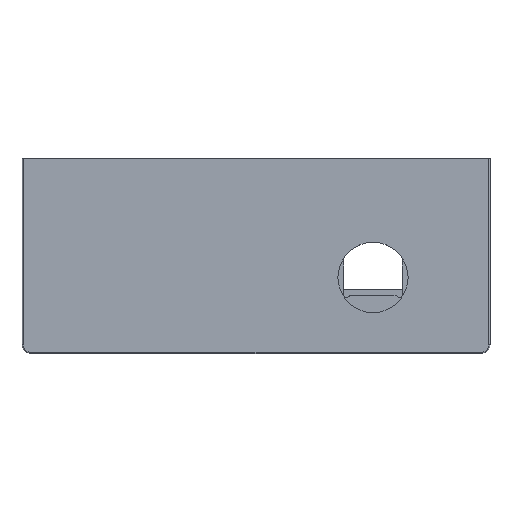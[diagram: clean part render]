
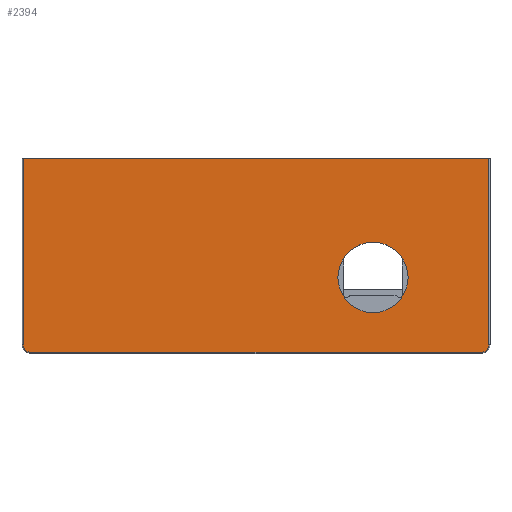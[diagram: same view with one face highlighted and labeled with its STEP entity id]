
A CAD part, top view. The second image highlights one B-rep face of the part: STEP entity #2394.
In plain terms, the highlighted planar face has unit normal (0, 0, 1).
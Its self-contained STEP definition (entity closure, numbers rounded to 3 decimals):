
#2075=CARTESIAN_POINT('',(29422.206,-2797.067,190.0));
#2076=VERTEX_POINT('',#2075);
#2077=CARTESIAN_POINT('',(29332.206,-2797.067,190.0));
#2078=DIRECTION('',(0.,0.,-1.0));
#2079=DIRECTION('',(0.814,0.581,0.));
#2080=AXIS2_PLACEMENT_3D('',#2077,#2078,#2079);
#2081=CIRCLE('',#2080,90.);
#2082=EDGE_CURVE('',#2076,#2076,#2081,.T.);
#2231=CARTESIAN_POINT('',(29629.206,-2492.567,190.0));
#2232=VERTEX_POINT('',#2231);
#2264=CARTESIAN_POINT('',(28435.206,-2492.567,190.0));
#2265=VERTEX_POINT('',#2264);
#2272=CARTESIAN_POINT('',(28435.206,-2492.567,190.0));
#2273=DIRECTION('',(1.0,0.0,0.0));
#2274=VECTOR('',#2273,1194.0);
#2275=LINE('',#2272,#2274);
#2276=EDGE_CURVE('',#2265,#2232,#2275,.T.);
#2343=CARTESIAN_POINT('',(29032.206,-2989.068,190.0));
#2344=DIRECTION('',(0.0,0.0,1.0));
#2345=DIRECTION('',(1.0,0.0,0.0));
#2346=AXIS2_PLACEMENT_3D('',#2343,#2344,#2345);
#2347=PLANE('',#2346);
#2348=ORIENTED_EDGE('',*,*,#2276,.F.);
#2349=CARTESIAN_POINT('',(28435.206,-2970.067,190.0));
#2350=VERTEX_POINT('',#2349);
#2351=CARTESIAN_POINT('',(28435.206,-2970.067,190.0));
#2352=DIRECTION('',(0.0,1.0,0.0));
#2353=VECTOR('',#2352,477.5);
#2354=LINE('',#2351,#2353);
#2355=EDGE_CURVE('',#2350,#2265,#2354,.T.);
#2356=ORIENTED_EDGE('',*,*,#2355,.F.);
#2357=CARTESIAN_POINT('',(28454.206,-2989.067,190.0));
#2358=VERTEX_POINT('',#2357);
#2359=CARTESIAN_POINT('',(28454.206,-2970.067,190.0));
#2360=DIRECTION('',(0.0,0.0,-1.0));
#2361=DIRECTION('',(-1.0,0.0,0.0));
#2362=AXIS2_PLACEMENT_3D('',#2359,#2360,#2361);
#2363=CIRCLE('',#2362,19.);
#2364=EDGE_CURVE('',#2358,#2350,#2363,.T.);
#2365=ORIENTED_EDGE('',*,*,#2364,.F.);
#2366=CARTESIAN_POINT('',(29610.206,-2989.067,190.0));
#2367=VERTEX_POINT('',#2366);
#2368=CARTESIAN_POINT('',(29610.206,-2989.067,190.0));
#2369=DIRECTION('',(-1.0,0.0,0.0));
#2370=VECTOR('',#2369,1156.0);
#2371=LINE('',#2368,#2370);
#2372=EDGE_CURVE('',#2367,#2358,#2371,.T.);
#2373=ORIENTED_EDGE('',*,*,#2372,.F.);
#2374=CARTESIAN_POINT('',(29629.206,-2970.067,190.0));
#2375=VERTEX_POINT('',#2374);
#2376=CARTESIAN_POINT('',(29610.206,-2970.067,190.0));
#2377=DIRECTION('',(0.0,0.0,-1.0));
#2378=DIRECTION('',(0.0,-1.0,0.0));
#2379=AXIS2_PLACEMENT_3D('',#2376,#2377,#2378);
#2380=CIRCLE('',#2379,19.);
#2381=EDGE_CURVE('',#2375,#2367,#2380,.T.);
#2382=ORIENTED_EDGE('',*,*,#2381,.F.);
#2383=CARTESIAN_POINT('',(29629.206,-2492.567,190.0));
#2384=DIRECTION('',(0.0,-1.0,0.0));
#2385=VECTOR('',#2384,477.5);
#2386=LINE('',#2383,#2385);
#2387=EDGE_CURVE('',#2232,#2375,#2386,.T.);
#2388=ORIENTED_EDGE('',*,*,#2387,.F.);
#2389=EDGE_LOOP('',(#2348,#2356,#2365,#2373,#2382,#2388));
#2390=FACE_OUTER_BOUND('',#2389,.T.);
#2391=ORIENTED_EDGE('',*,*,#2082,.T.);
#2392=EDGE_LOOP('',(#2391));
#2393=FACE_BOUND('',#2392,.T.);
#2394=ADVANCED_FACE('',(#2390,#2393),#2347,.T.);
